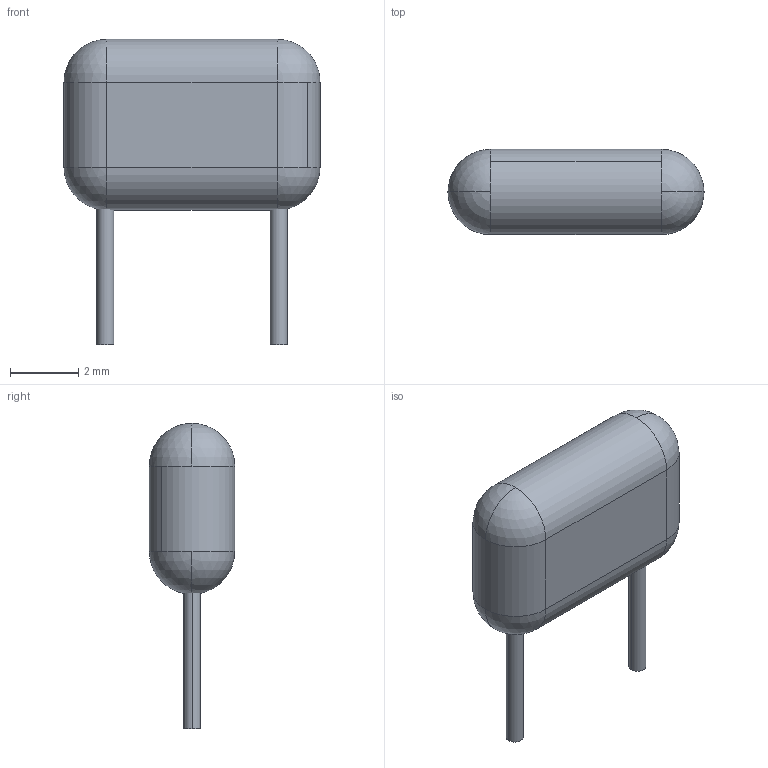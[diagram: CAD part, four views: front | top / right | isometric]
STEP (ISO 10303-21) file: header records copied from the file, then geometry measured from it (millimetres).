
FILE_DESCRIPTION((''),'2;1');
FILE_NAME('CAPRR508-250X750X700.stp','2009-08-24T17:19:22',(''),(''),'Mechanical Desktop 2006','Mechanical Desktop 2006',', , ');
FILE_SCHEMA(('AUTOMOTIVE_DESIGN { 1 2 10303 214 0 1 1 1 }'));
Length unit declared in the file: millimetre
Products named in the file (1): Product
Bounding box: 7.5 x 2.5 x 8.94 mm (x, y, z)
Volume: 78.2 mm3; surface area: 120 mm2
Topology: 3 solids, 3 shells, 26 faces, 60 edges, 32 vertices
Faces by surface type: cylinder 12, sphere 8, plane 6
Entity records: 739 total; most frequent: DIRECTION 142, CARTESIAN_POINT 111, ORIENTED_EDGE 104, AXIS2_PLACEMENT_3D 63, EDGE_CURVE 52, CIRCLE 36, VERTEX_POINT 32, EDGE_LOOP 26
